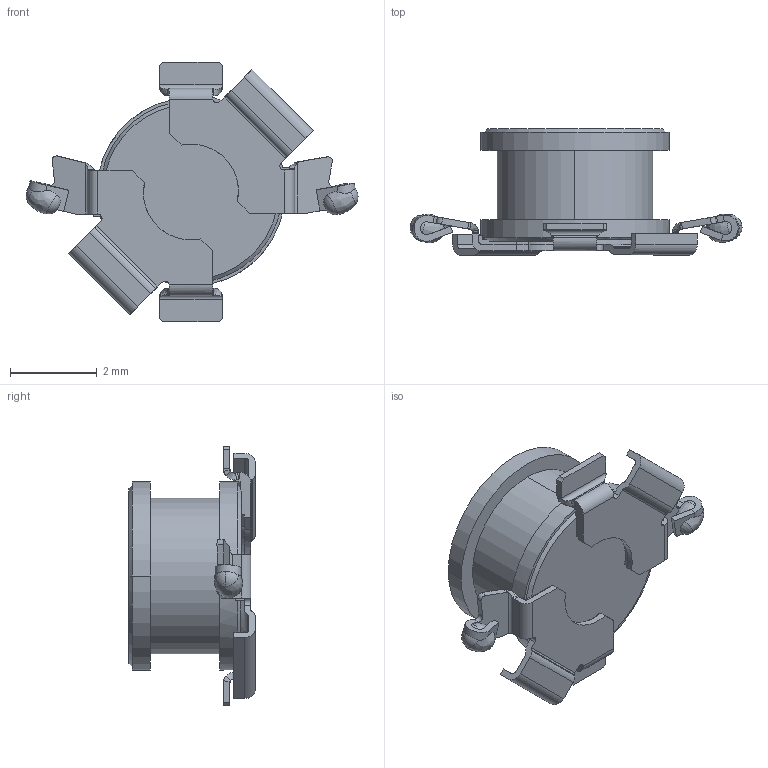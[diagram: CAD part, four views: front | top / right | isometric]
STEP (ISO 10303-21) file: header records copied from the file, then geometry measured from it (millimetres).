
FILE_DESCRIPTION((''),'2;1');
FILE_NAME('PRT0002','2019-05-14T',('ea6265'),(''),'CREO PARAMETRIC BY PTC INC, 2017170','CREO PARAMETRIC BY PTC INC, 2017170','');
FILE_SCHEMA(('AUTOMOTIVE_DESIGN { 1 0 10303 214 1 1 1 1 }'));
Length unit declared in the file: millimetre
Products named in the file (1): PRT0002
Bounding box: 7.67 x 2.92 x 6 mm (x, y, z)
Volume: 34.7 mm3; surface area: 104.2 mm2
Topology: 1 solids, 1 shells, 234 faces, 668 edges, 430 vertices
Faces by surface type: plane 125, cylinder 73, bspline 24, sphere 8, cone 4
Entity records: 9200 total; most frequent: CARTESIAN_POINT 2412, ORIENTED_EDGE 1328, DIRECTION 1215, EDGE_CURVE 664, VERTEX_POINT 430, AXIS2_PLACEMENT_3D 422, VECTOR 371, LINE 371
